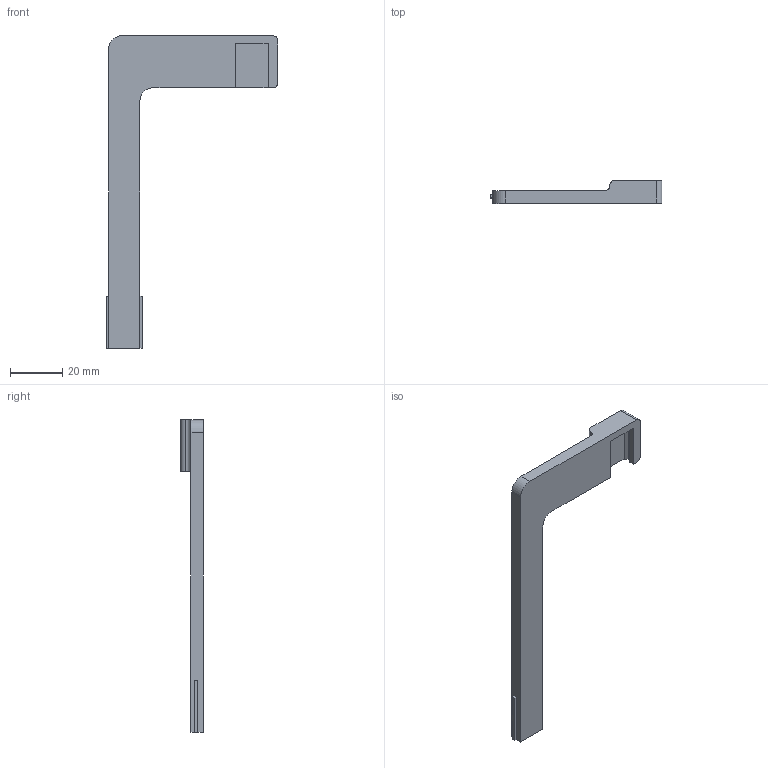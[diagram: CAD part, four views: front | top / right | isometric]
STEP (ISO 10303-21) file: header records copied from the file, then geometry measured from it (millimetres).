
FILE_DESCRIPTION(('FreeCAD Model'),'2;1');
FILE_NAME('Open CASCADE Shape Model','2022-03-25T11:55:10',('Author'),( ''),'Open CASCADE STEP processor 7.5','FreeCAD','Unknown');
FILE_SCHEMA(('AUTOMOTIVE_DESIGN { 1 0 10303 214 1 1 1 1 }'));
Length unit declared in the file: millimetre
Products named in the file (1): Holder_Top
Bounding box: 66 x 8.8 x 120 mm (x, y, z)
Volume: 12509 mm3; surface area: 7326.6 mm2
Topology: 1 solids, 1 shells, 38 faces, 108 edges, 72 vertices
Faces by surface type: plane 32, cylinder 6
Entity records: 1246 total; most frequent: CARTESIAN_POINT 219, ORIENTED_EDGE 216, DIRECTION 198, EDGE_CURVE 108, LINE 96, VECTOR 96, VERTEX_POINT 72, AXIS2_PLACEMENT_3D 51
